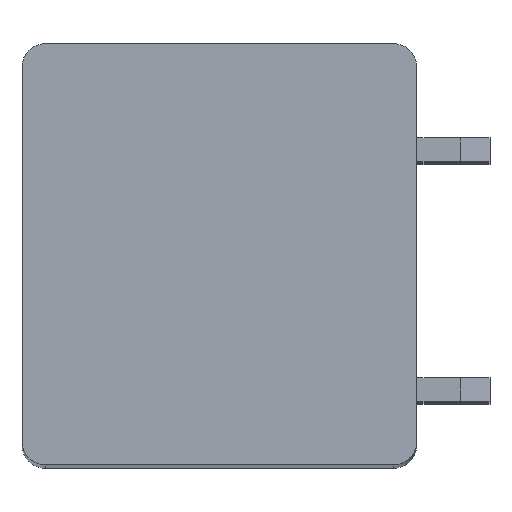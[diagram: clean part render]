
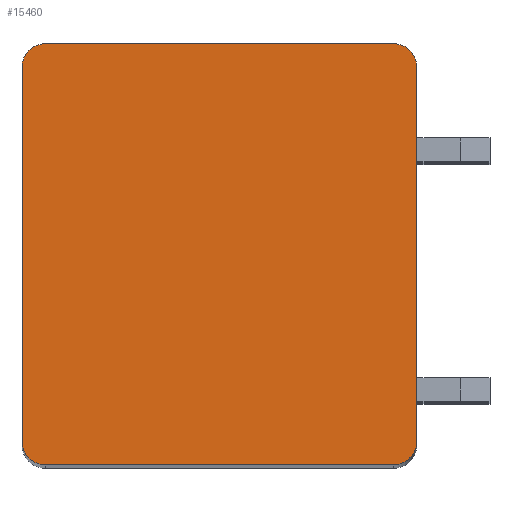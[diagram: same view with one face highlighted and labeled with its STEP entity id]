
A CAD part, top view. The second image highlights one B-rep face of the part: STEP entity #15460.
In plain terms, the highlighted planar face has unit normal (0, 0, 1).
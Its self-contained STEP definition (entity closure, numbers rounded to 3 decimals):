
#1677=CARTESIAN_POINT('',(-5.95,6.4,1.75));
#1678=DIRECTION('',(0.,0.,1.));
#1679=DIRECTION('',(0.,1.,0.));
#1680=AXIS2_PLACEMENT_3D('',#1677,#1678,#1679);
#1682=DIRECTION('',(-1.,0.,0.));
#1683=VECTOR('',#1682,11.9);
#1684=CARTESIAN_POINT('',(5.95,7.2,1.75));
#1685=LINE('',#1684,#1683);
#1686=CARTESIAN_POINT('',(5.95,6.4,1.75));
#1687=DIRECTION('',(0.,0.,1.));
#1688=DIRECTION('',(1.,0.,0.));
#1689=AXIS2_PLACEMENT_3D('',#1686,#1687,#1688);
#1691=DIRECTION('',(0.,1.,0.));
#1692=VECTOR('',#1691,12.8);
#1693=CARTESIAN_POINT('',(6.75,-6.4,1.75));
#1694=LINE('',#1693,#1692);
#1695=CARTESIAN_POINT('',(5.95,-6.4,1.75));
#1696=DIRECTION('',(0.,0.,1.));
#1697=DIRECTION('',(0.,-1.,0.));
#1698=AXIS2_PLACEMENT_3D('',#1695,#1696,#1697);
#1700=DIRECTION('',(1.,0.,0.));
#1701=VECTOR('',#1700,11.9);
#1702=CARTESIAN_POINT('',(-5.95,-7.2,1.75));
#1703=LINE('',#1702,#1701);
#1704=CARTESIAN_POINT('',(-5.95,-6.4,1.75));
#1705=DIRECTION('',(0.,0.,1.));
#1706=DIRECTION('',(-1.,0.,0.));
#1707=AXIS2_PLACEMENT_3D('',#1704,#1705,#1706);
#1709=DIRECTION('',(0.,-1.,0.));
#1710=VECTOR('',#1709,12.8);
#1711=CARTESIAN_POINT('',(-6.75,6.4,1.75));
#1712=LINE('',#1711,#1710);
#11641=CARTESIAN_POINT('',(-5.95,7.2,1.75));
#11642=VERTEX_POINT('',#11641);
#11643=CARTESIAN_POINT('',(-6.75,6.4,1.75));
#11644=VERTEX_POINT('',#11643);
#11649=CARTESIAN_POINT('',(6.75,6.4,1.75));
#11650=VERTEX_POINT('',#11649);
#11651=CARTESIAN_POINT('',(5.95,7.2,1.75));
#11652=VERTEX_POINT('',#11651);
#11657=CARTESIAN_POINT('',(-6.75,-6.4,1.75));
#11658=VERTEX_POINT('',#11657);
#11659=CARTESIAN_POINT('',(-5.95,-7.2,1.75));
#11660=VERTEX_POINT('',#11659);
#11665=CARTESIAN_POINT('',(5.95,-7.2,1.75));
#11666=VERTEX_POINT('',#11665);
#11667=CARTESIAN_POINT('',(6.75,-6.4,1.75));
#11668=VERTEX_POINT('',#11667);
#15445=CARTESIAN_POINT('',(0.,0.,1.75));
#15446=DIRECTION('',(0.,0.,1.));
#15447=DIRECTION('',(1.,0.,0.));
#15448=AXIS2_PLACEMENT_3D('',#15445,#15446,#15447);
#15449=PLANE('',#15448);
#15450=ORIENTED_EDGE('',*,*,#14429,.F.);
#15451=ORIENTED_EDGE('',*,*,#14445,.F.);
#15452=ORIENTED_EDGE('',*,*,#14990,.F.);
#15453=ORIENTED_EDGE('',*,*,#15005,.F.);
#15454=ORIENTED_EDGE('',*,*,#15398,.F.);
#15455=ORIENTED_EDGE('',*,*,#15411,.F.);
#15456=ORIENTED_EDGE('',*,*,#15426,.F.);
#15457=ORIENTED_EDGE('',*,*,#15438,.F.);
#15458=EDGE_LOOP('',(#15450,#15451,#15452,#15453,#15454,#15455,#15456,#15457));
#15459=FACE_OUTER_BOUND('',#15458,.F.);
#1681=CIRCLE('',#1680,0.8);
#1690=CIRCLE('',#1689,0.8);
#1699=CIRCLE('',#1698,0.8);
#1708=CIRCLE('',#1707,0.8);
#14429=EDGE_CURVE('',#11642,#11644,#1681,.T.);
#14445=EDGE_CURVE('',#11652,#11642,#1685,.T.);
#14990=EDGE_CURVE('',#11650,#11652,#1690,.T.);
#15005=EDGE_CURVE('',#11668,#11650,#1694,.T.);
#15398=EDGE_CURVE('',#11666,#11668,#1699,.T.);
#15411=EDGE_CURVE('',#11660,#11666,#1703,.T.);
#15426=EDGE_CURVE('',#11658,#11660,#1708,.T.);
#15438=EDGE_CURVE('',#11644,#11658,#1712,.T.);
#15460=ADVANCED_FACE('',(#15459),#15449,.T.);
